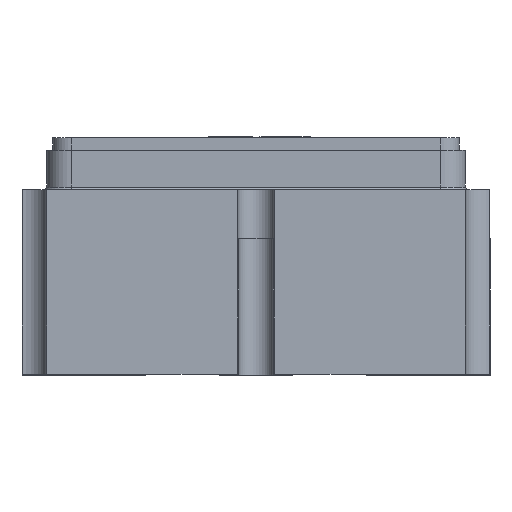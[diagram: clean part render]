
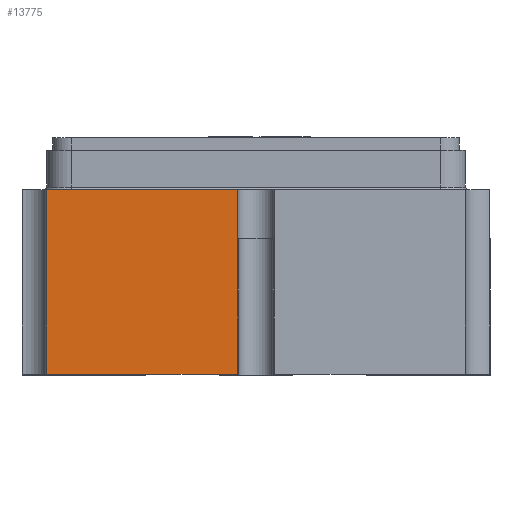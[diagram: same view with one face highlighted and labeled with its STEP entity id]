
A CAD part, front view. The second image highlights one B-rep face of the part: STEP entity #13775.
In plain terms, the highlighted planar face has unit normal (0, -1, 0).
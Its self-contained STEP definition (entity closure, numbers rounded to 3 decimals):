
#483 = DIRECTION ( 'NONE',  ( 0., 0., 1. ) ) ;
#602 = ORIENTED_EDGE ( 'NONE', *, *, #2449, .F. ) ;
#885 = VECTOR ( 'NONE', #4610, 1000. ) ;
#1326 = CARTESIAN_POINT ( 'NONE',  ( -1.9, -1.9, 0. ) ) ;
#1780 = VECTOR ( 'NONE', #19594, 1000. ) ;
#2405 = EDGE_CURVE ( 'NONE', #12412, #12471, #6541, .T. ) ;
#2449 = EDGE_CURVE ( 'NONE', #17331, #8427, #17751, .T. ) ;
#2809 = EDGE_CURVE ( 'NONE', #5322, #5258, #17399, .T. ) ;
#2827 = CARTESIAN_POINT ( 'NONE',  ( -0.15, -1.9, 1.5 ) ) ;
#3153 = EDGE_CURVE ( 'NONE', #5322, #17331, #10460, .T. ) ;
#3485 = DIRECTION ( 'NONE',  ( 0., 0., -1. ) ) ;
#4577 = EDGE_LOOP ( 'NONE', ( #13662, #602, #14123, #17210, #18142, #18061 ) ) ;
#4610 = DIRECTION ( 'NONE',  ( 1., 0., 0. ) ) ;
#4737 = VECTOR ( 'NONE', #9608, 1000. ) ;
#5141 = CARTESIAN_POINT ( 'NONE',  ( -1.7, -1.9, 1.5 ) ) ;
#5258 = VERTEX_POINT ( 'NONE', #6032 ) ;
#5322 = VERTEX_POINT ( 'NONE', #5827 ) ;
#5360 = DIRECTION ( 'NONE',  ( 1., 0., 0. ) ) ;
#5827 = CARTESIAN_POINT ( 'NONE',  ( -1.7, -1.9, 0. ) ) ;
#6032 = CARTESIAN_POINT ( 'NONE',  ( -0.3, -1.9, 0. ) ) ;
#6541 = LINE ( 'NONE', #14192, #14944 ) ;
#6734 = CARTESIAN_POINT ( 'NONE',  ( -0.15, -1.9, 1.1 ) ) ;
#7652 = CARTESIAN_POINT ( 'NONE',  ( -1.9, -1.9, 1.5 ) ) ;
#8427 = VERTEX_POINT ( 'NONE', #2827 ) ;
#8810 = LINE ( 'NONE', #1326, #885 ) ;
#9608 = DIRECTION ( 'NONE',  ( 1., 0., 0. ) ) ;
#10247 = CARTESIAN_POINT ( 'NONE',  ( -1.9, -1.9, 1.5 ) ) ;
#10460 = LINE ( 'NONE', #17346, #12127 ) ;
#11805 = CARTESIAN_POINT ( 'NONE',  ( -0.15, -1.9, 0. ) ) ;
#12127 = VECTOR ( 'NONE', #483, 1000. ) ;
#12218 = LINE ( 'NONE', #11805, #1780 ) ;
#12412 = VERTEX_POINT ( 'NONE', #6734 ) ;
#12471 = VERTEX_POINT ( 'NONE', #13465 ) ;
#12952 = AXIS2_PLACEMENT_3D ( 'NONE', #7652, #15397, #13983 ) ;
#13465 = CARTESIAN_POINT ( 'NONE',  ( -0.15, -1.9, 0. ) ) ;
#13662 = ORIENTED_EDGE ( 'NONE', *, *, #14524, .F. ) ;
#13775 = ADVANCED_FACE ( 'NONE', ( #13883 ), #16669, .F. ) ;
#13883 = FACE_OUTER_BOUND ( 'NONE', #4577, .T. ) ;
#13983 = DIRECTION ( 'NONE',  ( 0., 0., 1. ) ) ;
#14004 = VECTOR ( 'NONE', #5360, 1000. ) ;
#14123 = ORIENTED_EDGE ( 'NONE', *, *, #3153, .F. ) ;
#14192 = CARTESIAN_POINT ( 'NONE',  ( -0.15, -1.9, 1.1 ) ) ;
#14231 = CARTESIAN_POINT ( 'NONE',  ( -1.9, -1.9, 0. ) ) ;
#14524 = EDGE_CURVE ( 'NONE', #8427, #12412, #12218, .T. ) ;
#14944 = VECTOR ( 'NONE', #3485, 1000. ) ;
#15397 = DIRECTION ( 'NONE',  ( 0., 1., 0. ) ) ;
#16355 = EDGE_CURVE ( 'NONE', #5258, #12471, #8810, .T. ) ;
#16669 = PLANE ( 'NONE',  #12952 ) ;
#17210 = ORIENTED_EDGE ( 'NONE', *, *, #2809, .T. ) ;
#17331 = VERTEX_POINT ( 'NONE', #5141 ) ;
#17346 = CARTESIAN_POINT ( 'NONE',  ( -1.7, -1.9, 0. ) ) ;
#17399 = LINE ( 'NONE', #14231, #4737 ) ;
#17751 = LINE ( 'NONE', #10247, #14004 ) ;
#18061 = ORIENTED_EDGE ( 'NONE', *, *, #2405, .F. ) ;
#18142 = ORIENTED_EDGE ( 'NONE', *, *, #16355, .T. ) ;
#19594 = DIRECTION ( 'NONE',  ( 0., 0., -1. ) ) ;
